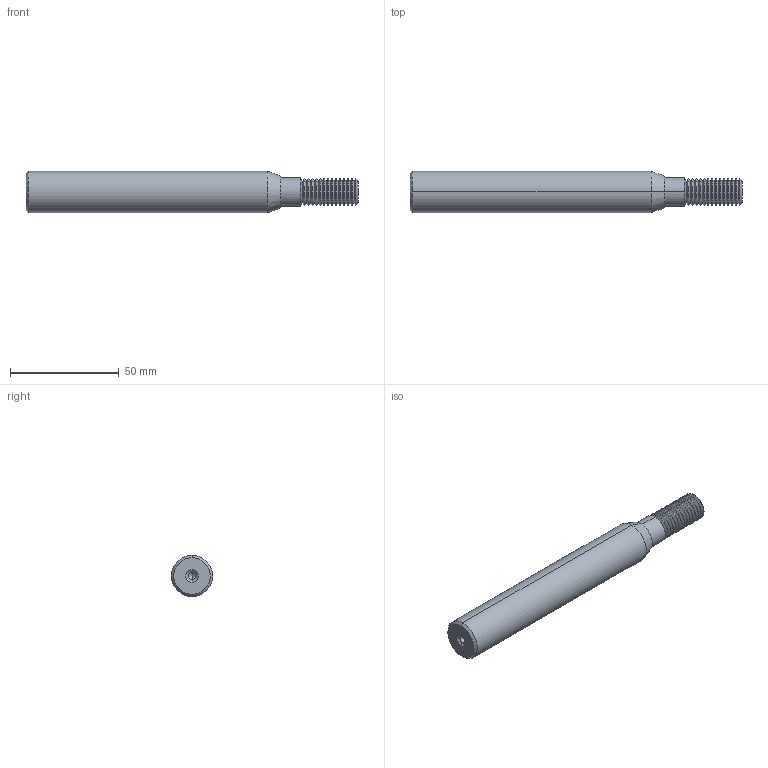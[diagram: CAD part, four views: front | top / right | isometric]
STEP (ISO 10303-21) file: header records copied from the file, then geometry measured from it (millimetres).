
FILE_DESCRIPTION (( 'STEP AP203' ), '1' );
FILE_NAME ('102720-TM500-14.STEP', '2023-12-15T00:45:16', ( '' ), ( '' ), 'SwSTEP 2.0', 'SolidWorks 2022', '' );
FILE_SCHEMA (( 'CONFIG_CONTROL_DESIGN' ));
Length unit declared in the file: inch
Products named in the file (1): 102720-TM500-14
Bounding box: 152.4 x 19.04 x 19.04 mm (x, y, z)
Volume: 36771.8 mm3; surface area: 9580.5 mm2
Topology: 1 solids, 1 shells, 112 faces, 226 edges, 116 vertices
Faces by surface type: cone 70, cylinder 38, plane 4
Entity records: 2891 total; most frequent: DIRECTION 562, CARTESIAN_POINT 451, ORIENTED_EDGE 444, AXIS2_PLACEMENT_3D 227, EDGE_CURVE 222, EDGE_LOOP 116, VERTEX_POINT 116, CIRCLE 114
